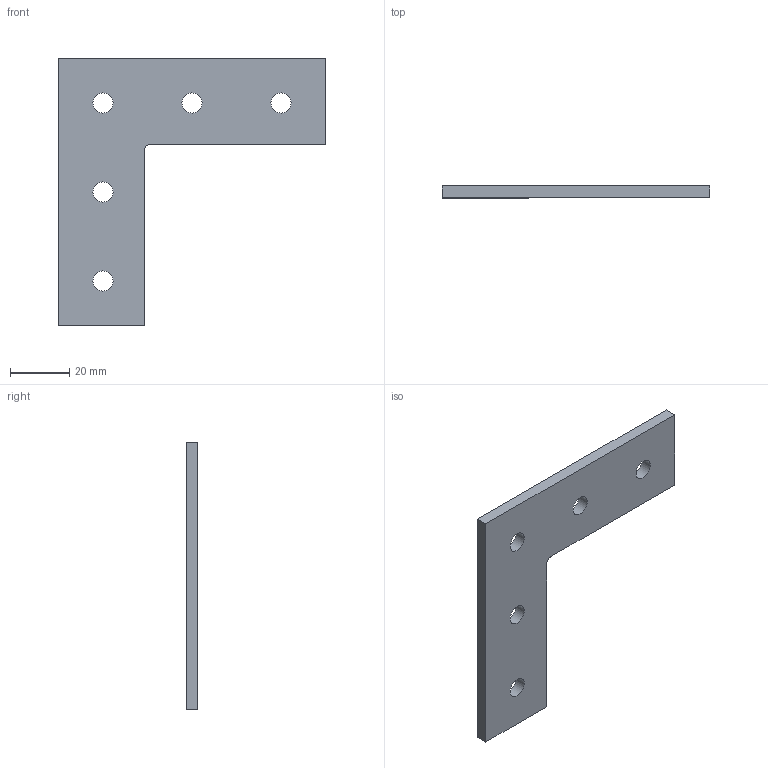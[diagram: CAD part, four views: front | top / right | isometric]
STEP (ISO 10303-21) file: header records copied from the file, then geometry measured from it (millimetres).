
FILE_DESCRIPTION( ( 'STEP AP203' ), '1' );
FILE_NAME( '30-4481.stp', '2022-02-12T04:08:33', ( 'License CC BY-ND 4.0' ), ( 'CADENAS' ), ' ', 'PARTsolutions', ' ' );
FILE_SCHEMA( ( 'CONFIG_CONTROL_DESIGN' ) );
Length unit declared in the file: millimetre
Products named in the file (1): _30-4481
Bounding box: 90 x 4 x 90 mm (x, y, z)
Volume: 16791 mm3; surface area: 10259.9 mm2
Topology: 1 solids, 1 shells, 14 faces, 36 edges, 24 vertices
Faces by surface type: plane 8, cylinder 6
Full cylindrical faces by diameter (mm): 6.81 x5
Entity records: 471 total; most frequent: DIRECTION 73, CARTESIAN_POINT 70, ORIENTED_EDGE 62, EDGE_CURVE 31, EDGE_LOOP 29, AXIS2_PLACEMENT_3D 27, VERTEX_POINT 24, FACE_OUTER_BOUND 19
